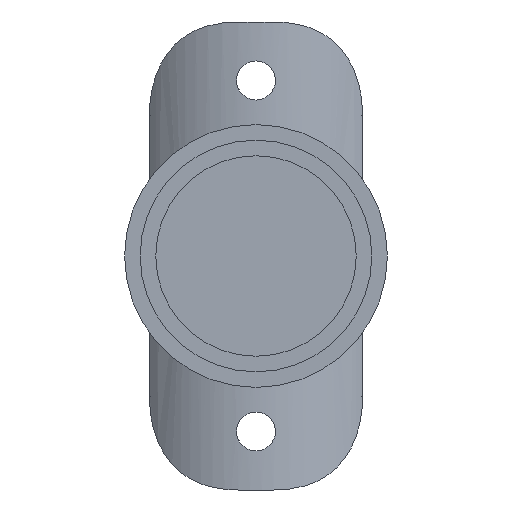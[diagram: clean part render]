
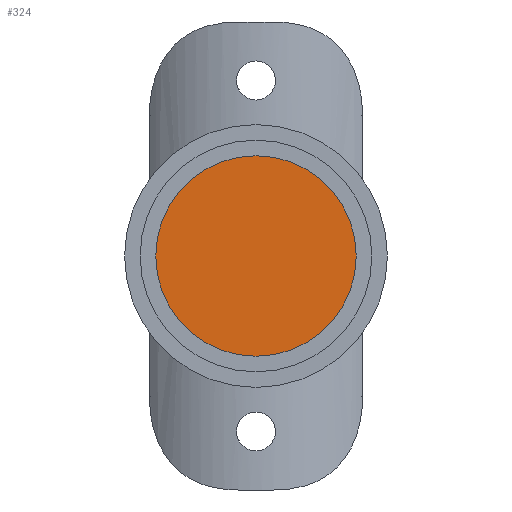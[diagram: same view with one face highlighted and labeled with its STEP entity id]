
A CAD part, front view. The second image highlights one B-rep face of the part: STEP entity #324.
In plain terms, the highlighted planar face has unit normal (0, -1, 0).
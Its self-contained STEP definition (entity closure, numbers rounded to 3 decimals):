
#39 = DIRECTION ( 'NONE',  ( 0., 0., -1. ) ) ;
#104 = CARTESIAN_POINT ( 'NONE',  ( 0., 0., -12.85 ) ) ;
#140 = VERTEX_POINT ( 'NONE', #1689 ) ;
#168 = CIRCLE ( 'NONE', #1295, 12.85 ) ;
#227 = CARTESIAN_POINT ( 'NONE',  ( 0., 0., 0. ) ) ;
#324 = ADVANCED_FACE ( 'NONE', ( #1413 ), #1449, .T. ) ;
#427 = VERTEX_POINT ( 'NONE', #104 ) ;
#496 = AXIS2_PLACEMENT_3D ( 'NONE', #1313, #1158, #39 ) ;
#600 = DIRECTION ( 'NONE',  ( 0., 0., 1. ) ) ;
#686 = ORIENTED_EDGE ( 'NONE', *, *, #908, .F. ) ;
#746 = CARTESIAN_POINT ( 'NONE',  ( 0., 0., 0. ) ) ;
#780 = EDGE_LOOP ( 'NONE', ( #686, #1138 ) ) ;
#908 = EDGE_CURVE ( 'NONE', #140, #427, #1796, .T. ) ;
#1009 = EDGE_CURVE ( 'NONE', #427, #140, #168, .T. ) ;
#1138 = ORIENTED_EDGE ( 'NONE', *, *, #1009, .F. ) ;
#1158 = DIRECTION ( 'NONE',  ( 0., -1., 0. ) ) ;
#1295 = AXIS2_PLACEMENT_3D ( 'NONE', #746, #1300, #600 ) ;
#1300 = DIRECTION ( 'NONE',  ( 0., 1., 0. ) ) ;
#1313 = CARTESIAN_POINT ( 'NONE',  ( 0., 0., 0. ) ) ;
#1413 = FACE_OUTER_BOUND ( 'NONE', #780, .T. ) ;
#1449 = PLANE ( 'NONE',  #496 ) ;
#1495 = DIRECTION ( 'NONE',  ( 0., 0., 1. ) ) ;
#1612 = AXIS2_PLACEMENT_3D ( 'NONE', #227, #1630, #1495 ) ;
#1630 = DIRECTION ( 'NONE',  ( 0., 1., 0. ) ) ;
#1689 = CARTESIAN_POINT ( 'NONE',  ( 0., 0., 12.85 ) ) ;
#1796 = CIRCLE ( 'NONE', #1612, 12.85 ) ;
